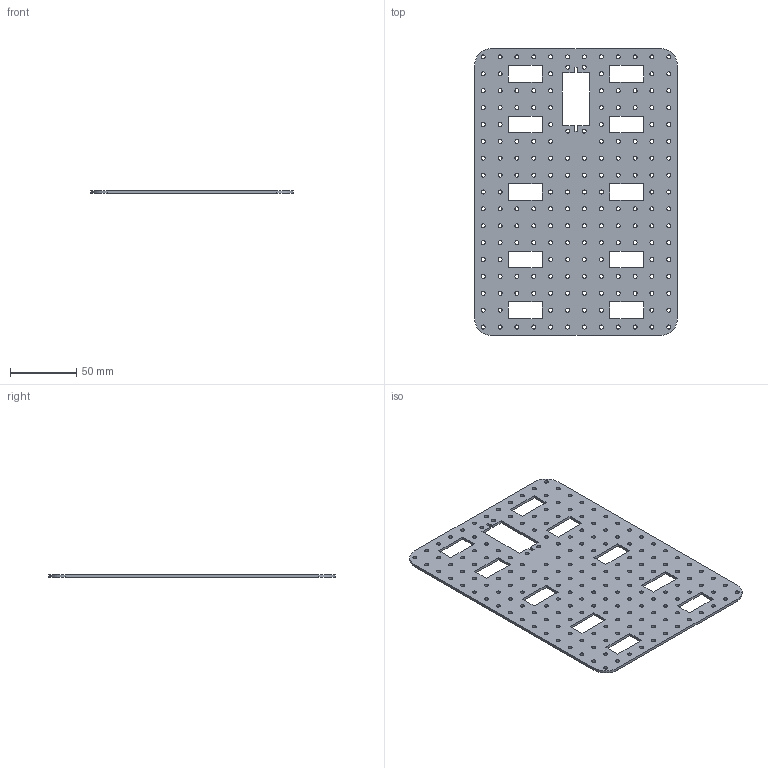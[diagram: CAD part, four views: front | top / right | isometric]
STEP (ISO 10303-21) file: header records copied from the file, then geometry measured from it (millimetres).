
FILE_DESCRIPTION(('FreeCAD Model'),'2;1');
FILE_NAME('robocar_base2.step', '2020-04-05T13:36:34',(''),(''),'Open CASCADE STEP processor 7.3', 'FreeCAD','Unknown');
FILE_SCHEMA(('AUTOMOTIVE_DESIGN { 1 0 10303 214 1 1 1 1 }'));
Length unit declared in the file: millimetre
Products named in the file (1): Body
Bounding box: 152.4 x 215.9 x 2 mm (x, y, z)
Volume: 54811.7 mm3; surface area: 61446.5 mm2
Topology: 1 solids, 1 shells, 244 faces, 726 edges, 484 vertices
Faces by surface type: cylinder 182, plane 62
Full cylindrical faces by diameter (mm): 3 x4, 3.048 x174
Entity records: 19681 total; most frequent: CARTESIAN_POINT 5091, DIRECTION 2668, ORIENTED_EDGE 1452, PCURVE 1452, DEFINITIONAL_REPRESENTATION 1452, LINE 1450, VECTOR 1450, EDGE_CURVE 726
